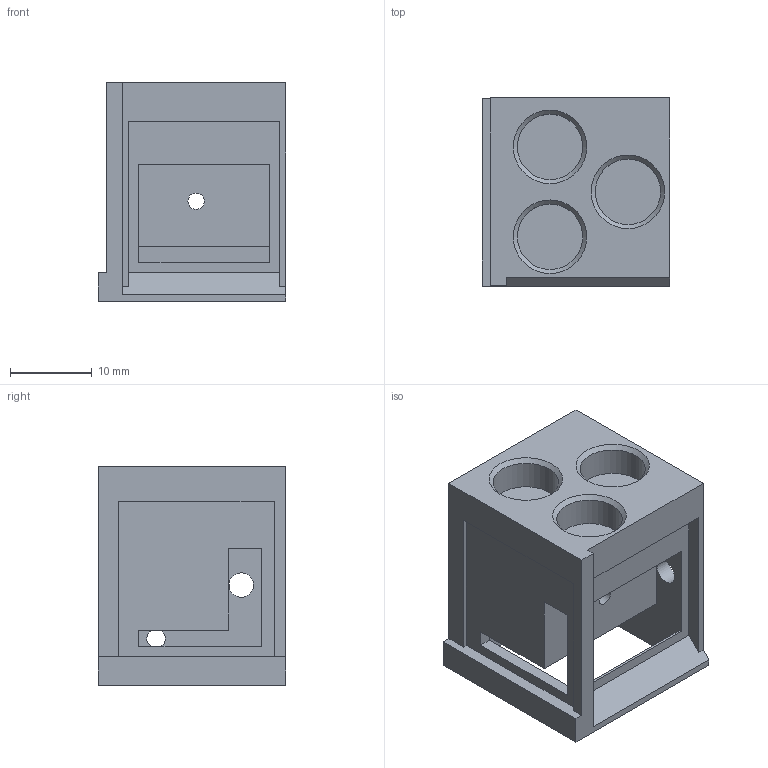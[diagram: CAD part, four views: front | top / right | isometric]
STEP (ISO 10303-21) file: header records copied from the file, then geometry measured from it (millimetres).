
FILE_DESCRIPTION(/* description */ (''),/* implementation_level */ '2;1');
FILE_NAME(/* name */ '20_Cube_Insert_Lightsheet_FEPTube_shifted_blockonly_v3_MIR.ipt.step',/* time_stamp */ '2022-11-29T08:06:42+01:00',/* author */ ('diederichbenedict'),/* organization */ (''),/* preprocessor_version */ 'ST-DEVELOPER v18.1',/* originating_system */ 'Autodesk Inventor 2022',/* authorisation */ '');
FILE_SCHEMA (('AUTOMOTIVE_DESIGN { 1 0 10303 214 3 1 1 }'));
Length unit declared in the file: millimetre
Products named in the file (1): 20_Cube_Insert_Lightsheet_FEPTube_shifted_blockonly_v3_MIR
Bounding box: 23 x 23 x 26.75 mm (x, y, z)
Volume: 8561.2 mm3; surface area: 4495.2 mm2
Topology: 1 solids, 1 shells, 43 faces, 120 edges, 80 vertices
Faces by surface type: plane 34, cylinder 6, cone 3
Full cylindrical faces by diameter (mm): 2 x1, 2.3 x1, 3 x1, 8 x3
Entity records: 1478 total; most frequent: CARTESIAN_POINT 244, ORIENTED_EDGE 240, DIRECTION 228, EDGE_CURVE 120, LINE 100, VECTOR 100, VERTEX_POINT 80, AXIS2_PLACEMENT_3D 64
